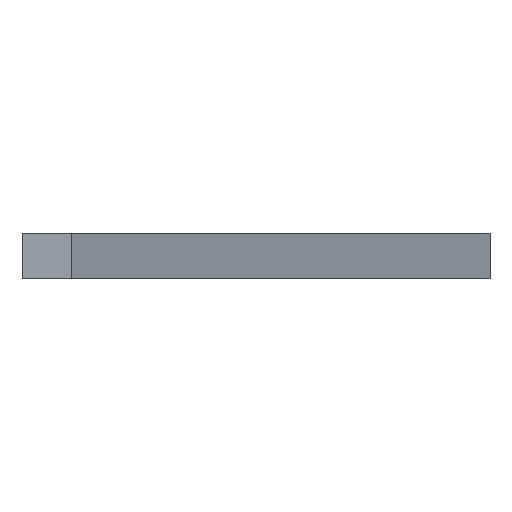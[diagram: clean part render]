
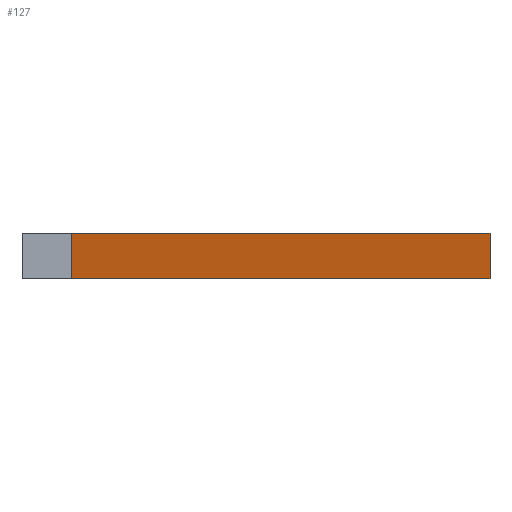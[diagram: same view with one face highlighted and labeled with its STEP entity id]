
A CAD part, front view. The second image highlights one B-rep face of the part: STEP entity #127.
In plain terms, the highlighted planar face has unit normal (0.91, -0.415, 0).
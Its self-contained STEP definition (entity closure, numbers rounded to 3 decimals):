
#2 = CARTESIAN_POINT ( 'NONE',  ( -451.641, 0., 44. ) ) ;
#18 = EDGE_LOOP ( 'NONE', ( #165, #85, #82, #31 ) ) ;
#20 = DIRECTION ( 'NONE',  ( 0., 0., -1. ) ) ;
#23 = CARTESIAN_POINT ( 'NONE',  ( -451.641, 0., 44. ) ) ;
#25 = VECTOR ( 'NONE', #195, 1000. ) ;
#31 = ORIENTED_EDGE ( 'NONE', *, *, #74, .T. ) ;
#34 = VECTOR ( 'NONE', #108, 1000. ) ;
#35 = CARTESIAN_POINT ( 'NONE',  ( -44., 893.95, 0. ) ) ;
#46 = DIRECTION ( 'NONE',  ( 0.415, 0.91, 0. ) ) ;
#47 = DIRECTION ( 'NONE',  ( -0.415, -0.91, 0. ) ) ;
#53 = EDGE_CURVE ( 'NONE', #204, #120, #251, .T. ) ;
#62 = CARTESIAN_POINT ( 'NONE',  ( -451.641, 0., 44. ) ) ;
#64 = LINE ( 'NONE', #62, #104 ) ;
#67 = CARTESIAN_POINT ( 'NONE',  ( -451.641, 0., 44. ) ) ;
#74 = EDGE_CURVE ( 'NONE', #118, #204, #64, .T. ) ;
#82 = ORIENTED_EDGE ( 'NONE', *, *, #177, .F. ) ;
#85 = ORIENTED_EDGE ( 'NONE', *, *, #135, .F. ) ;
#89 = CARTESIAN_POINT ( 'NONE',  ( -451.641, 0., 0. ) ) ;
#91 = AXIS2_PLACEMENT_3D ( 'NONE', #23, #181, #47 ) ;
#104 = VECTOR ( 'NONE', #20, 1000. ) ;
#108 = DIRECTION ( 'NONE',  ( 0.415, 0.91, 0. ) ) ;
#116 = CARTESIAN_POINT ( 'NONE',  ( -451.641, 0., 0. ) ) ;
#118 = VERTEX_POINT ( 'NONE', #2 ) ;
#120 = VERTEX_POINT ( 'NONE', #35 ) ;
#127 = ADVANCED_FACE ( 'NONE', ( #190 ), #175, .F. ) ;
#135 = EDGE_CURVE ( 'NONE', #236, #120, #239, .T. ) ;
#154 = CARTESIAN_POINT ( 'NONE',  ( -44., 893.95, 44. ) ) ;
#165 = ORIENTED_EDGE ( 'NONE', *, *, #53, .T. ) ;
#175 = PLANE ( 'NONE',  #91 ) ;
#177 = EDGE_CURVE ( 'NONE', #118, #236, #238, .T. ) ;
#178 = CARTESIAN_POINT ( 'NONE',  ( -44., 893.95, 44. ) ) ;
#181 = DIRECTION ( 'NONE',  ( -0.91, 0.415, 0. ) ) ;
#190 = FACE_OUTER_BOUND ( 'NONE', #18, .T. ) ;
#195 = DIRECTION ( 'NONE',  ( 0., 0., -1. ) ) ;
#204 = VERTEX_POINT ( 'NONE', #116 ) ;
#222 = VECTOR ( 'NONE', #46, 1000. ) ;
#236 = VERTEX_POINT ( 'NONE', #178 ) ;
#238 = LINE ( 'NONE', #67, #222 ) ;
#239 = LINE ( 'NONE', #154, #25 ) ;
#251 = LINE ( 'NONE', #89, #34 ) ;
